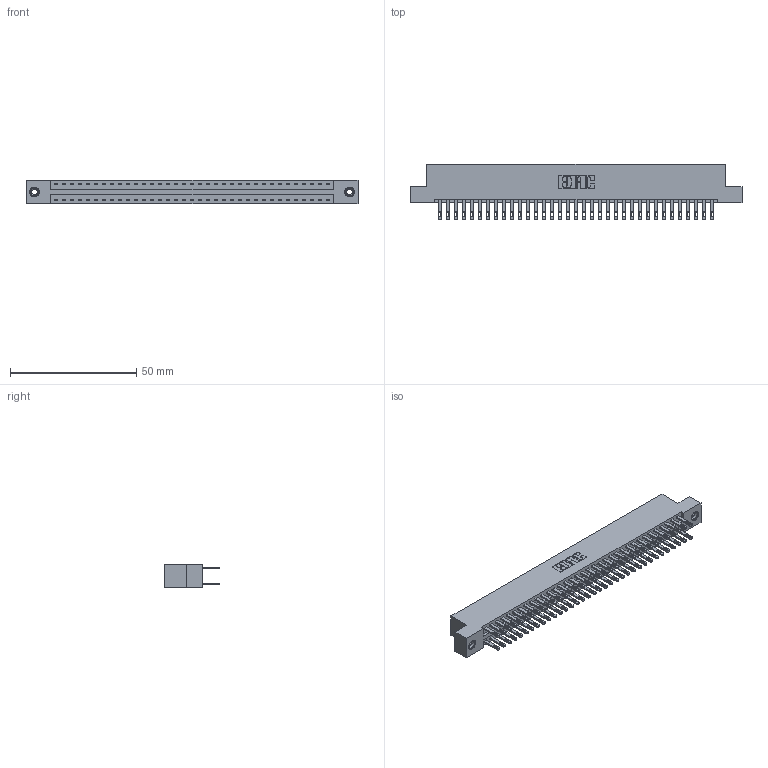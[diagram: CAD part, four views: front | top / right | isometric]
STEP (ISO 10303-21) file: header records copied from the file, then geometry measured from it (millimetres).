
FILE_DESCRIPTION (( 'STEP AP203' ), '1' );
FILE_NAME ('346-070-500-208.STEP', '2018-08-28T22:45:06', ( '' ), ( '' ), 'SwSTEP 2.0', 'SolidWorks 2016', '' );
FILE_SCHEMA (( 'CONFIG_CONTROL_DESIGN' ));
Length unit declared in the file: inch
Products named in the file (4): 346 Part_Flush Mounting Lugs - 0.156 Dia-TI; 345-292-001_345-293-100; 345-250-001_345-250-003-102; 346-070-500-208
Assembly tree (73 placements, depth 2):
  346-070-500-208
    346 Part_Flush Mounting Lugs - 0.156 Dia-TI
    345-292-001_345-293-100  x70
    345-250-001_345-250-003-102  x2
Bounding box: 131.7 x 21.84 x 9.4 mm (x, y, z)
Volume: 12995.3 mm3; surface area: 18505.6 mm2
Topology: 73 solids, 73 shells, 3542 faces, 10755 edges, 7162 vertices
Faces by surface type: plane 2138, cylinder 1388, cone 12, torus 4
Entity records: 24900 total; most frequent: CARTESIAN_POINT 4095, ORIENTED_EDGE 4022, DIRECTION 3689, EDGE_CURVE 2011, VECTOR 1715, LINE 1715, VERTEX_POINT 1336, AXIS2_PLACEMENT_3D 987
